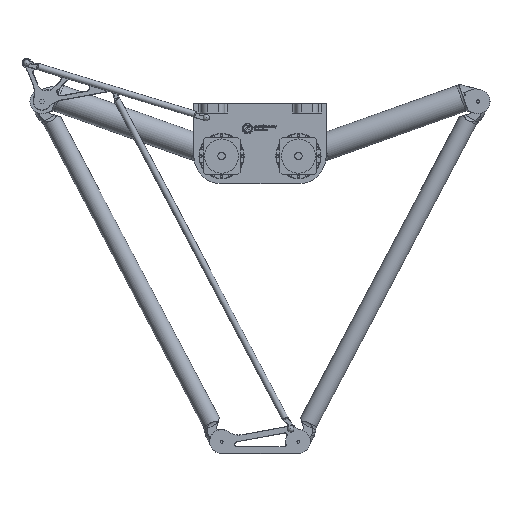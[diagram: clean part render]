
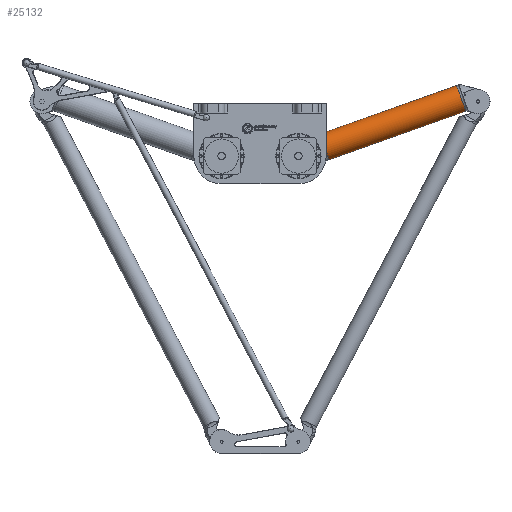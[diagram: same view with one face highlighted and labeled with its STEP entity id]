
A CAD part, left-side view. The second image highlights one B-rep face of the part: STEP entity #25132.
In plain terms, the highlighted cylindrical face has radius 44 mm (diameter 88 mm), a full revolution.
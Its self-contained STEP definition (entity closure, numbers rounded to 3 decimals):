
#958=FACE_BOUND('',#6728,.T.);
#2751=CIRCLE('',#27722,44.);
#2752=CIRCLE('',#27723,44.);
#2753=CIRCLE('',#27724,44.);
#2754=CIRCLE('',#27726,44.);
#3535=CYLINDRICAL_SURFACE('',#27725,44.);
#4711=FACE_OUTER_BOUND('',#6727,.T.);
#6727=EDGE_LOOP('',(#20982,#20983,#20984));
#6728=EDGE_LOOP('',(#20985));
#12639=VERTEX_POINT('',#45592);
#12640=VERTEX_POINT('',#45593);
#12641=VERTEX_POINT('',#45595);
#12642=VERTEX_POINT('',#45599);
#15543=EDGE_CURVE('',#12639,#12640,#2751,.T.);
#15544=EDGE_CURVE('',#12640,#12641,#2752,.T.);
#15545=EDGE_CURVE('',#12641,#12639,#2753,.T.);
#15546=EDGE_CURVE('',#12642,#12642,#2754,.T.);
#20982=ORIENTED_EDGE('',*,*,#15543,.F.);
#20983=ORIENTED_EDGE('',*,*,#15545,.F.);
#20984=ORIENTED_EDGE('',*,*,#15544,.F.);
#20985=ORIENTED_EDGE('',*,*,#15546,.T.);
#25132=ADVANCED_FACE('',(#4711,#958),#3535,.T.);
#27722=AXIS2_PLACEMENT_3D('',#45594,#33696,#33697);
#27723=AXIS2_PLACEMENT_3D('',#45596,#33698,#33699);
#27724=AXIS2_PLACEMENT_3D('',#45597,#33700,#33701);
#27725=AXIS2_PLACEMENT_3D('',#45598,#33702,#33703);
#27726=AXIS2_PLACEMENT_3D('',#45600,#33704,#33705);
#33696=DIRECTION('center_axis',(0.,1.,0.));
#33697=DIRECTION('ref_axis',(0.,0.,1.));
#33698=DIRECTION('center_axis',(0.,1.,0.));
#33699=DIRECTION('ref_axis',(0.,0.,1.));
#33700=DIRECTION('center_axis',(0.,1.,0.));
#33701=DIRECTION('ref_axis',(0.,0.,1.));
#33702=DIRECTION('center_axis',(0.,1.,0.));
#33703=DIRECTION('ref_axis',(0.,0.,1.));
#33704=DIRECTION('center_axis',(0.,1.,0.));
#33705=DIRECTION('ref_axis',(0.,0.,1.));
#45592=CARTESIAN_POINT('',(-43.,559.357,9.327));
#45593=CARTESIAN_POINT('',(0.,559.357,44.));
#45594=CARTESIAN_POINT('Origin',(0.,559.357,0.));
#45595=CARTESIAN_POINT('',(0.,559.357,-44.));
#45596=CARTESIAN_POINT('Origin',(0.,559.357,0.));
#45597=CARTESIAN_POINT('Origin',(0.,559.357,0.));
#45598=CARTESIAN_POINT('Origin',(0.,90.,0.));
#45599=CARTESIAN_POINT('',(0.,88.,44.));
#45600=CARTESIAN_POINT('Origin',(0.,88.,0.));
